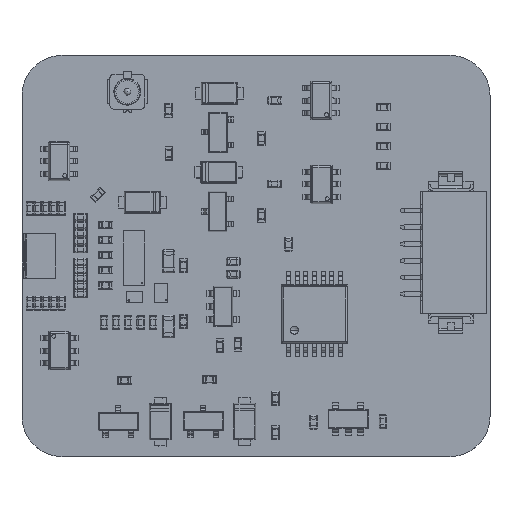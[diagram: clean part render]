
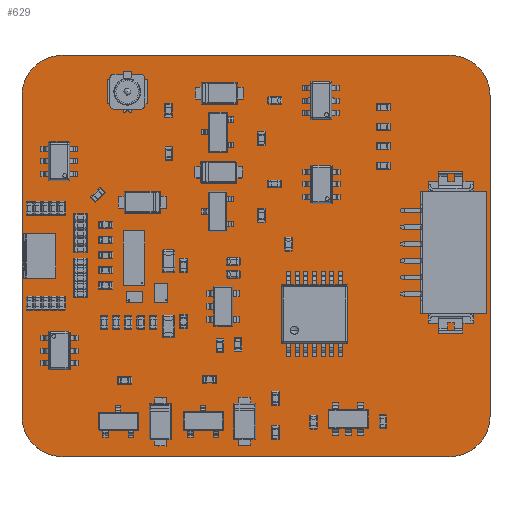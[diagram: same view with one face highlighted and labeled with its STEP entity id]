
A CAD part, top view. The second image highlights one B-rep face of the part: STEP entity #629.
In plain terms, the highlighted planar face has unit normal (0, 0, 1).
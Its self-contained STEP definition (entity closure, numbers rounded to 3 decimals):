
#364 = VERTEX_POINT('',#365);
#365 = CARTESIAN_POINT('',(0.,3.,1.542));
#371 = EDGE_CURVE('',#364,#372,#374,.T.);
#372 = VERTEX_POINT('',#373);
#373 = CARTESIAN_POINT('',(0.,27.001,1.542
    ));
#374 = LINE('',#375,#376);
#375 = CARTESIAN_POINT('',(0.,3.,1.542));
#376 = VECTOR('',#377,1.);
#377 = DIRECTION('',(0.,1.,0.));
#402 = EDGE_CURVE('',#372,#403,#405,.T.);
#403 = VERTEX_POINT('',#404);
#404 = CARTESIAN_POINT('',(3.,30.001,1.542));
#405 = CIRCLE('',#406,2.999);
#406 = AXIS2_PLACEMENT_3D('',#407,#408,#409);
#407 = CARTESIAN_POINT('',(2.999,27.002,1.542));
#408 = DIRECTION('',(0.,0.,-1.));
#409 = DIRECTION('',(-1.,0.,0.));
#435 = EDGE_CURVE('',#403,#436,#438,.T.);
#436 = VERTEX_POINT('',#437);
#437 = CARTESIAN_POINT('',(32.,30.001,1.542));
#438 = LINE('',#439,#440);
#439 = CARTESIAN_POINT('',(3.,30.001,1.542));
#440 = VECTOR('',#441,1.);
#441 = DIRECTION('',(1.,0.,0.));
#466 = EDGE_CURVE('',#436,#467,#469,.T.);
#467 = VERTEX_POINT('',#468);
#468 = CARTESIAN_POINT('',(35.,27.001,1.542));
#469 = CIRCLE('',#470,2.999);
#470 = AXIS2_PLACEMENT_3D('',#471,#472,#473);
#471 = CARTESIAN_POINT('',(32.001,27.002,1.542));
#472 = DIRECTION('',(0.,0.,-1.));
#473 = DIRECTION('',(0.,1.,0.));
#499 = EDGE_CURVE('',#467,#500,#502,.T.);
#500 = VERTEX_POINT('',#501);
#501 = CARTESIAN_POINT('',(35.,3.,1.542));
#502 = LINE('',#503,#504);
#503 = CARTESIAN_POINT('',(35.,27.001,1.542));
#504 = VECTOR('',#505,1.);
#505 = DIRECTION('',(0.,-1.,0.));
#530 = EDGE_CURVE('',#500,#531,#533,.T.);
#531 = VERTEX_POINT('',#532);
#532 = CARTESIAN_POINT('',(32.,0.,1.542));
#533 = CIRCLE('',#534,3.001);
#534 = AXIS2_PLACEMENT_3D('',#535,#536,#537);
#535 = CARTESIAN_POINT('',(31.999,3.001,1.542));
#536 = DIRECTION('',(0.,0.,-1.));
#537 = DIRECTION('',(1.,0.,0.));
#563 = EDGE_CURVE('',#531,#564,#566,.T.);
#564 = VERTEX_POINT('',#565);
#565 = CARTESIAN_POINT('',(3.,0.,1.542));
#566 = LINE('',#567,#568);
#567 = CARTESIAN_POINT('',(32.,0.,1.542));
#568 = VECTOR('',#569,1.);
#569 = DIRECTION('',(-1.,0.,0.));
#594 = EDGE_CURVE('',#564,#364,#595,.T.);
#595 = CIRCLE('',#596,3.001);
#596 = AXIS2_PLACEMENT_3D('',#597,#598,#599);
#597 = CARTESIAN_POINT('',(3.001,3.001,1.542));
#598 = DIRECTION('',(0.,0.,-1.));
#599 = DIRECTION('',(0.,-1.,0.));
#629 = ADVANCED_FACE('',(#630),#640,.T.);
#630 = FACE_BOUND('',#631,.F.);
#631 = EDGE_LOOP('',(#632,#633,#634,#635,#636,#637,#638,#639));
#632 = ORIENTED_EDGE('',*,*,#371,.T.);
#633 = ORIENTED_EDGE('',*,*,#402,.T.);
#634 = ORIENTED_EDGE('',*,*,#435,.T.);
#635 = ORIENTED_EDGE('',*,*,#466,.T.);
#636 = ORIENTED_EDGE('',*,*,#499,.T.);
#637 = ORIENTED_EDGE('',*,*,#530,.T.);
#638 = ORIENTED_EDGE('',*,*,#563,.T.);
#639 = ORIENTED_EDGE('',*,*,#594,.T.);
#640 = PLANE('',#641);
#641 = AXIS2_PLACEMENT_3D('',#642,#643,#644);
#642 = CARTESIAN_POINT('',(0.,3.,1.542));
#643 = DIRECTION('',(0.,0.,1.));
#644 = DIRECTION('',(1.,0.,0.));
